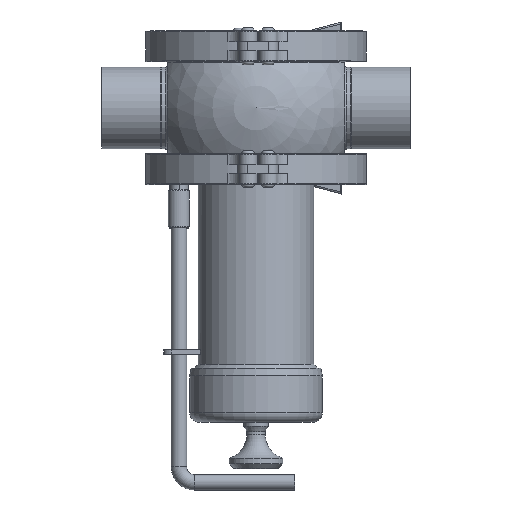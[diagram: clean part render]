
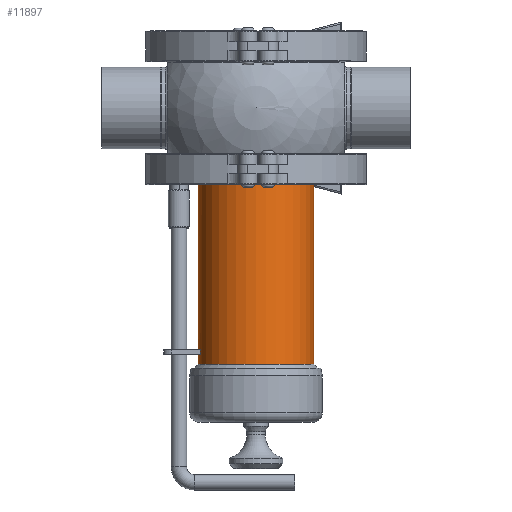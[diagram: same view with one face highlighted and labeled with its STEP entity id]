
A CAD part, top view. The second image highlights one B-rep face of the part: STEP entity #11897.
In plain terms, the highlighted cylindrical face has radius 37.5 mm (diameter 75 mm), a full revolution.
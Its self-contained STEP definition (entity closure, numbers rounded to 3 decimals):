
#830=CYLINDRICAL_SURFACE('',#13437,37.5);
#1360=LINE('',#23587,#1936);
#1361=LINE('',#23591,#1937);
#1362=LINE('',#23594,#1938);
#1363=LINE('',#23598,#1939);
#1936=VECTOR('',#16940,37.5);
#1937=VECTOR('',#16943,10.);
#1938=VECTOR('',#16946,37.5);
#1939=VECTOR('',#16949,10.);
#2668=FACE_OUTER_BOUND('',#3431,.T.);
#3431=EDGE_LOOP('',(#10611,#10612,#10613,#10614,#10615,#10616,#10617,#10618,
#10619,#10620,#10621,#10622));
#4356=CIRCLE('',#13384,37.5);
#4385=CIRCLE('',#13436,37.5);
#4386=CIRCLE('',#13438,37.5);
#4387=CIRCLE('',#13439,37.5);
#4388=CIRCLE('',#13440,37.5);
#4389=CIRCLE('',#13441,37.5);
#5488=VERTEX_POINT('',#23458);
#5514=VERTEX_POINT('',#23582);
#5515=VERTEX_POINT('',#23586);
#5516=VERTEX_POINT('',#23588);
#5517=VERTEX_POINT('',#23590);
#5518=VERTEX_POINT('',#23592);
#5519=VERTEX_POINT('',#23595);
#5520=VERTEX_POINT('',#23597);
#7197=EDGE_CURVE('',#5488,#5488,#4356,.T.);
#7238=EDGE_CURVE('',#5514,#5514,#4385,.T.);
#7239=EDGE_CURVE('',#5514,#5515,#1360,.T.);
#7240=EDGE_CURVE('',#5515,#5516,#4386,.T.);
#7241=EDGE_CURVE('',#5516,#5517,#1361,.T.);
#7242=EDGE_CURVE('',#5517,#5518,#4387,.T.);
#7243=EDGE_CURVE('',#5518,#5488,#1362,.T.);
#7244=EDGE_CURVE('',#5518,#5519,#4388,.T.);
#7245=EDGE_CURVE('',#5519,#5520,#1363,.T.);
#7246=EDGE_CURVE('',#5520,#5515,#4389,.T.);
#10611=ORIENTED_EDGE('',*,*,#7238,.F.);
#10612=ORIENTED_EDGE('',*,*,#7239,.T.);
#10613=ORIENTED_EDGE('',*,*,#7240,.T.);
#10614=ORIENTED_EDGE('',*,*,#7241,.T.);
#10615=ORIENTED_EDGE('',*,*,#7242,.T.);
#10616=ORIENTED_EDGE('',*,*,#7243,.T.);
#10617=ORIENTED_EDGE('',*,*,#7197,.F.);
#10618=ORIENTED_EDGE('',*,*,#7243,.F.);
#10619=ORIENTED_EDGE('',*,*,#7244,.T.);
#10620=ORIENTED_EDGE('',*,*,#7245,.T.);
#10621=ORIENTED_EDGE('',*,*,#7246,.T.);
#10622=ORIENTED_EDGE('',*,*,#7239,.F.);
#11897=ADVANCED_FACE('',(#2668),#830,.T.);
#13384=AXIS2_PLACEMENT_3D('',#23459,#16822,#16823);
#13436=AXIS2_PLACEMENT_3D('',#23584,#16936,#16937);
#13437=AXIS2_PLACEMENT_3D('',#23585,#16938,#16939);
#13438=AXIS2_PLACEMENT_3D('',#23589,#16941,#16942);
#13439=AXIS2_PLACEMENT_3D('',#23593,#16944,#16945);
#13440=AXIS2_PLACEMENT_3D('',#23596,#16947,#16948);
#13441=AXIS2_PLACEMENT_3D('',#23599,#16950,#16951);
#16822=DIRECTION('center_axis',(0.,1.,0.));
#16823=DIRECTION('ref_axis',(1.,0.,-0.003));
#16936=DIRECTION('center_axis',(0.,-1.,0.));
#16937=DIRECTION('ref_axis',(0.003,0.,1.));
#16938=DIRECTION('center_axis',(0.,-1.,0.));
#16939=DIRECTION('ref_axis',(1.,0.,-0.003));
#16940=DIRECTION('',(0.,1.,0.));
#16941=DIRECTION('center_axis',(0.,-1.,0.));
#16942=DIRECTION('ref_axis',(1.,0.,-0.003));
#16943=DIRECTION('',(0.,1.,0.));
#16944=DIRECTION('center_axis',(0.,1.,0.));
#16945=DIRECTION('ref_axis',(1.,0.,-0.003));
#16946=DIRECTION('',(0.,1.,0.));
#16947=DIRECTION('center_axis',(0.,1.,0.));
#16948=DIRECTION('ref_axis',(1.,0.,-0.003));
#16949=DIRECTION('',(0.,-1.,0.));
#16950=DIRECTION('center_axis',(0.,-1.,0.));
#16951=DIRECTION('ref_axis',(1.,0.,-0.003));
#23458=CARTESIAN_POINT('',(-37.5,-49.8,0.13));
#23459=CARTESIAN_POINT('Origin',(0.,-49.8,
0.));
#23582=CARTESIAN_POINT('',(-37.5,-166.3,0.13));
#23584=CARTESIAN_POINT('Origin',(0.,-166.3,
0.));
#23585=CARTESIAN_POINT('Origin',(0.,-108.05,
0.));
#23586=CARTESIAN_POINT('',(-37.5,-159.8,0.13));
#23587=CARTESIAN_POINT('',(-37.5,-108.05,0.13));
#23588=CARTESIAN_POINT('',(-36.177,-159.8,-9.874));
#23589=CARTESIAN_POINT('Origin',(0.,-159.8,0.));
#23590=CARTESIAN_POINT('',(-36.177,-156.8,-9.874));
#23591=CARTESIAN_POINT('',(-36.177,-108.05,-9.874));
#23592=CARTESIAN_POINT('',(-37.5,-156.8,0.13));
#23593=CARTESIAN_POINT('Origin',(0.,-156.8,0.));
#23594=CARTESIAN_POINT('',(-37.5,-108.05,0.13));
#23595=CARTESIAN_POINT('',(-36.107,-156.8,10.126));
#23596=CARTESIAN_POINT('Origin',(0.,-156.8,0.));
#23597=CARTESIAN_POINT('',(-36.107,-159.8,10.126));
#23598=CARTESIAN_POINT('',(-36.107,-108.05,10.126));
#23599=CARTESIAN_POINT('Origin',(0.,-159.8,0.));
